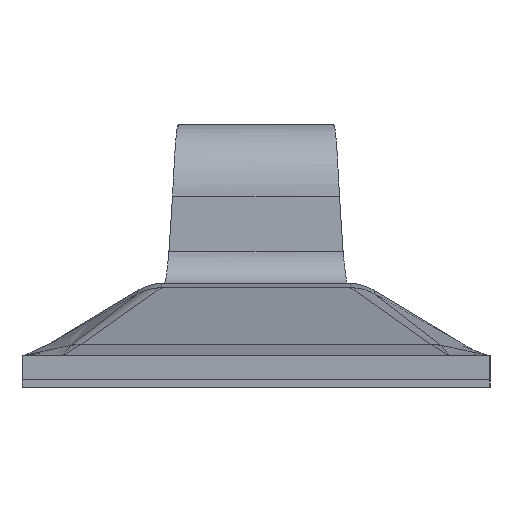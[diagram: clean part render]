
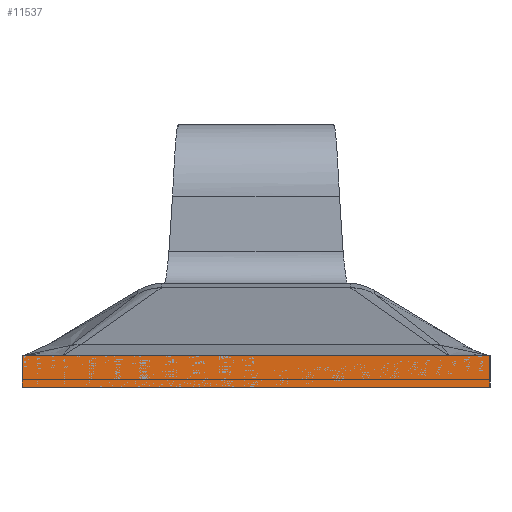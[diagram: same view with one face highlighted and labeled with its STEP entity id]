
A CAD part, front view. The second image highlights one B-rep face of the part: STEP entity #11537.
In plain terms, the highlighted face is planar.
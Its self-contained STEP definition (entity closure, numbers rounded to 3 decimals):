
#277 = DIRECTION ( 'NONE',  ( 0., 1., 0. ) ) ;
#479 = DIRECTION ( 'NONE',  ( 1., 0., 0. ) ) ;
#696 = VERTEX_POINT ( 'NONE', #12637 ) ;
#771 = AXIS2_PLACEMENT_3D ( 'NONE', #8821, #479, #4615 ) ;
#784 = VECTOR ( 'NONE', #5522, 1000. ) ;
#857 = EDGE_CURVE ( 'NONE', #696, #7026, #10395, .T. ) ;
#895 = CARTESIAN_POINT ( 'NONE',  ( 0., 0., 14.75 ) ) ;
#1254 = LINE ( 'NONE', #6466, #13013 ) ;
#1258 = CARTESIAN_POINT ( 'NONE',  ( 0., 0., 0. ) ) ;
#1543 = DIRECTION ( 'NONE',  ( 0., 1., 0. ) ) ;
#2706 = FACE_OUTER_BOUND ( 'NONE', #5079, .T. ) ;
#2802 = ORIENTED_EDGE ( 'NONE', *, *, #12509, .T. ) ;
#4229 = EDGE_CURVE ( 'NONE', #12636, #7026, #8130, .T. ) ;
#4615 = DIRECTION ( 'NONE',  ( 0., 0., 1. ) ) ;
#5079 = EDGE_LOOP ( 'NONE', ( #13139, #2802, #10027, #11830 ) ) ;
#5204 = CARTESIAN_POINT ( 'NONE',  ( 0., 2., 14.75 ) ) ;
#5522 = DIRECTION ( 'NONE',  ( 0., 0., 1. ) ) ;
#6052 = CARTESIAN_POINT ( 'NONE',  ( 0., 0., -14.75 ) ) ;
#6466 = CARTESIAN_POINT ( 'NONE',  ( 0., 2., -14.75 ) ) ;
#6947 = PLANE ( 'NONE',  #771 ) ;
#6973 = CARTESIAN_POINT ( 'NONE',  ( 0., 2., 14.75 ) ) ;
#7026 = VERTEX_POINT ( 'NONE', #6973 ) ;
#7973 = EDGE_CURVE ( 'NONE', #9824, #696, #1254, .T. ) ;
#8130 = LINE ( 'NONE', #13478, #12057 ) ;
#8821 = CARTESIAN_POINT ( 'NONE',  ( 0., 2., 14.75 ) ) ;
#9824 = VERTEX_POINT ( 'NONE', #6052 ) ;
#10027 = ORIENTED_EDGE ( 'NONE', *, *, #4229, .T. ) ;
#10395 = LINE ( 'NONE', #5204, #12006 ) ;
#10703 = LINE ( 'NONE', #1258, #784 ) ;
#11537 = ADVANCED_FACE ( 'NONE', ( #2706 ), #6947, .F. ) ;
#11830 = ORIENTED_EDGE ( 'NONE', *, *, #857, .F. ) ;
#12006 = VECTOR ( 'NONE', #13516, 1000. ) ;
#12057 = VECTOR ( 'NONE', #1543, 1000. ) ;
#12509 = EDGE_CURVE ( 'NONE', #9824, #12636, #10703, .T. ) ;
#12636 = VERTEX_POINT ( 'NONE', #895 ) ;
#12637 = CARTESIAN_POINT ( 'NONE',  ( 0., 2., -14.75 ) ) ;
#13013 = VECTOR ( 'NONE', #277, 1000. ) ;
#13139 = ORIENTED_EDGE ( 'NONE', *, *, #7973, .F. ) ;
#13478 = CARTESIAN_POINT ( 'NONE',  ( 0., 2., 14.75 ) ) ;
#13516 = DIRECTION ( 'NONE',  ( 0., 0., 1. ) ) ;
